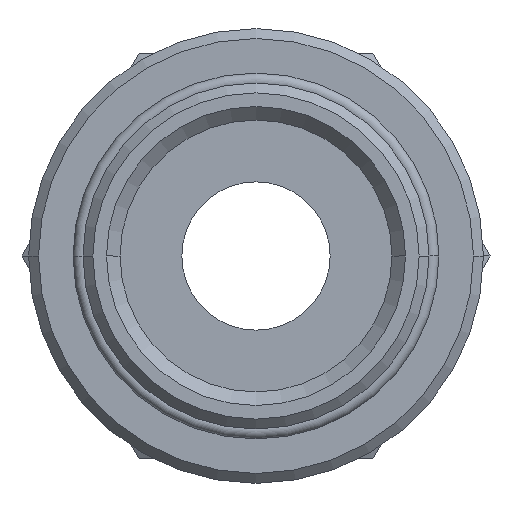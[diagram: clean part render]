
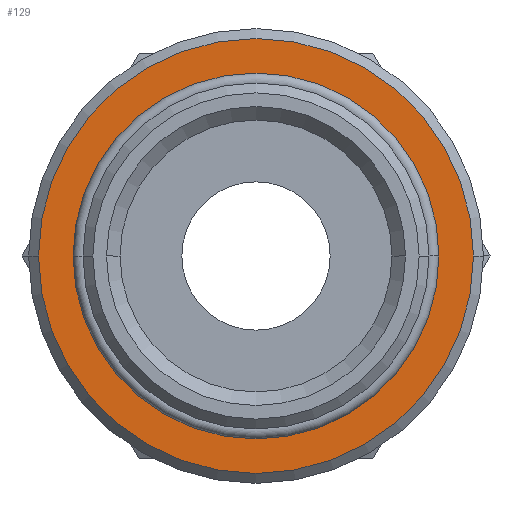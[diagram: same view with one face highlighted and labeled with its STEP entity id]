
A CAD part, front view. The second image highlights one B-rep face of the part: STEP entity #129.
In plain terms, the highlighted planar face has unit normal (0, -1, 0).
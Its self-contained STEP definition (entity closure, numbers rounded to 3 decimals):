
#129=ADVANCED_FACE('',(#294,#295),#296,.T.);
#294=FACE_OUTER_BOUND('',#499,.T.);
#295=FACE_BOUND('',#500,.T.);
#296=PLANE('',#501);
#499=EDGE_LOOP('',(#801,#802));
#500=EDGE_LOOP('',(#803,#804));
#501=AXIS2_PLACEMENT_3D('',#805,#806,#807);
#801=ORIENTED_EDGE('',*,*,#1236,.F.);
#802=ORIENTED_EDGE('',*,*,#1237,.F.);
#803=ORIENTED_EDGE('',*,*,#1154,.T.);
#804=ORIENTED_EDGE('',*,*,#1238,.T.);
#805=CARTESIAN_POINT('',(19.75,10.0,0.0));
#806=DIRECTION('',(0.,-1.0,0.0));
#807=DIRECTION('',(-1.0,0.,-0.0));
#1154=EDGE_CURVE('',#1349,#1353,#1355,.T.);
#1236=EDGE_CURVE('',#1483,#1484,#1485,.T.);
#1237=EDGE_CURVE('',#1484,#1483,#1486,.T.);
#1238=EDGE_CURVE('',#1353,#1349,#1487,.T.);
#1349=VERTEX_POINT('',#1620);
#1353=VERTEX_POINT('',#1625);
#1355=CIRCLE('',#1628,17.5);
#1483=VERTEX_POINT('',#1960);
#1484=VERTEX_POINT('',#1961);
#1485=CIRCLE('',#1962,22.0);
#1486=CIRCLE('',#1963,22.0);
#1487=CIRCLE('',#1964,17.5);
#1620=CARTESIAN_POINT('',(17.5,10.0,0.0));
#1625=CARTESIAN_POINT('',(-17.5,10.0,0.));
#1628=AXIS2_PLACEMENT_3D('',#2191,#2192,#2193);
#1960=CARTESIAN_POINT('',(22.0,10.0,0.0));
#1961=CARTESIAN_POINT('',(-22.0,10.0,0.));
#1962=AXIS2_PLACEMENT_3D('',#2292,#2293,#2294);
#1963=AXIS2_PLACEMENT_3D('',#2295,#2296,#2297);
#1964=AXIS2_PLACEMENT_3D('',#2298,#2299,#2300);
#2191=CARTESIAN_POINT('',(0.0,10.0,0.0));
#2192=DIRECTION('',(-0.0,1.0,0.0));
#2193=DIRECTION('',(1.0,0.0,0.0));
#2292=CARTESIAN_POINT('',(0.0,10.0,0.0));
#2293=DIRECTION('',(-0.0,1.0,0.0));
#2294=DIRECTION('',(1.0,0.0,0.0));
#2295=CARTESIAN_POINT('',(0.0,10.0,0.0));
#2296=DIRECTION('',(-0.0,1.0,0.0));
#2297=DIRECTION('',(1.0,0.0,0.0));
#2298=CARTESIAN_POINT('',(0.0,10.0,0.0));
#2299=DIRECTION('',(-0.0,1.0,0.0));
#2300=DIRECTION('',(1.0,0.0,0.0));
